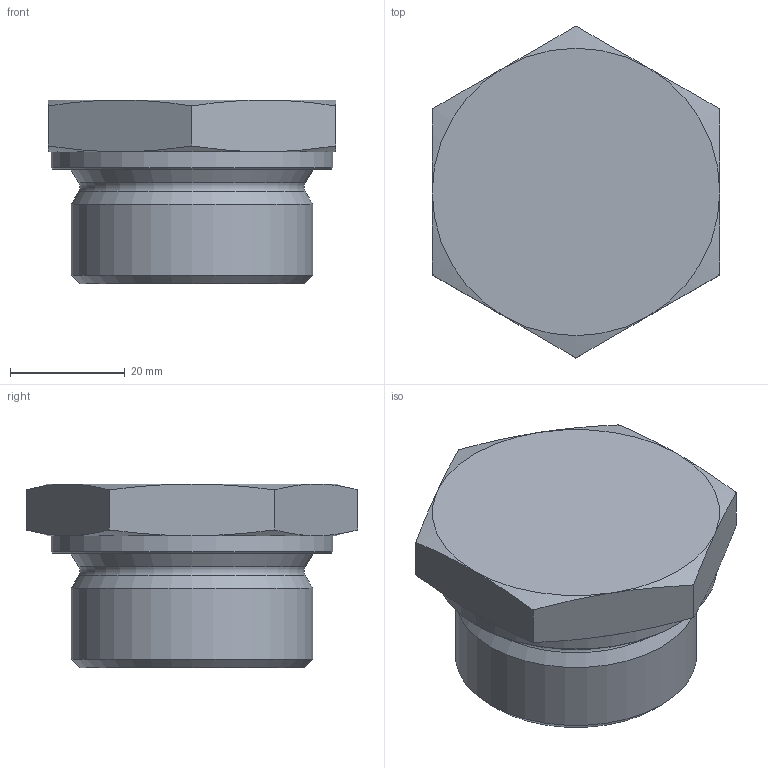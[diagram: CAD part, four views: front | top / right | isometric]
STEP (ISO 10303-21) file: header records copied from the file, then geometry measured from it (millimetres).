
FILE_DESCRIPTION((''),'2;1');
FILE_NAME('7100042.stp','2014-09-03T14:08:59',(''),('KNOMI spol. s r. o.'),'Autodesk Inventor 2012','Autodesk Inventor 2012','');
FILE_SCHEMA(('AUTOMOTIVE_DESIGN { 1 2 10303 214 0 1 1 1 }'));
Length unit declared in the file: millimetre
Products named in the file (1): ZOKA M42
Bounding box: 50 x 57.73 x 32 mm (x, y, z)
Volume: 51930.1 mm3; surface area: 8798.1 mm2
Topology: 1 solids, 1 shells, 41 faces, 94 edges, 57 vertices
Faces by surface type: plane 22, cone 16, cylinder 2, torus 1
Full cylindrical faces by diameter (mm): 42 x1, 49 x1
Entity records: 1112 total; most frequent: CARTESIAN_POINT 234, DIRECTION 180, ORIENTED_EDGE 174, EDGE_CURVE 87, AXIS2_PLACEMENT_3D 75, VERTEX_POINT 57, EDGE_LOOP 50, FACE_OUTER_BOUND 41
